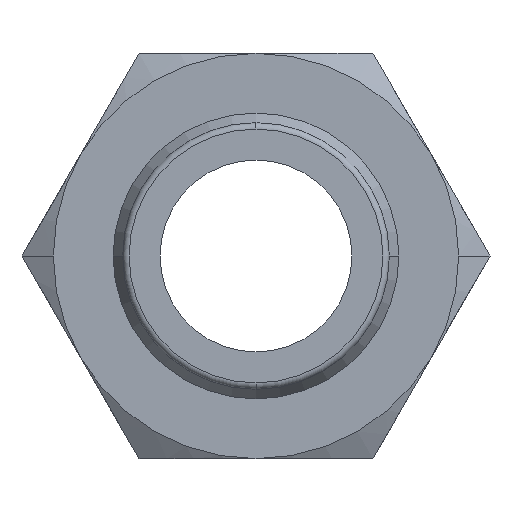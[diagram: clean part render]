
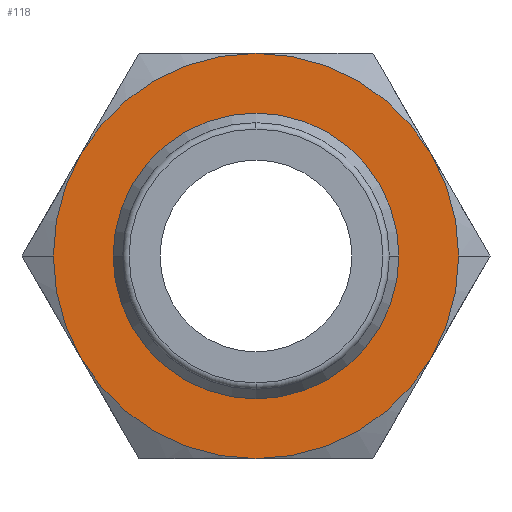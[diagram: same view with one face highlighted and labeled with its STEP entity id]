
A CAD part, front view. The second image highlights one B-rep face of the part: STEP entity #118.
In plain terms, the highlighted planar face has unit normal (0, -1, 0).
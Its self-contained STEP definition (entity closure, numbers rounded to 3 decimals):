
#118=ADVANCED_FACE('',(#247,#248),#249,.T.);
#247=FACE_OUTER_BOUND('',#384,.T.);
#248=FACE_BOUND('',#385,.T.);
#249=PLANE('',#386);
#384=EDGE_LOOP('',(#652,#653,#654,#655,#656,#657,#658,#659));
#385=EDGE_LOOP('',(#660,#661));
#386=AXIS2_PLACEMENT_3D('',#662,#663,#664);
#652=ORIENTED_EDGE('',*,*,#833,.T.);
#653=ORIENTED_EDGE('',*,*,#888,.T.);
#654=ORIENTED_EDGE('',*,*,#875,.T.);
#655=ORIENTED_EDGE('',*,*,#889,.T.);
#656=ORIENTED_EDGE('',*,*,#810,.T.);
#657=ORIENTED_EDGE('',*,*,#890,.T.);
#658=ORIENTED_EDGE('',*,*,#786,.T.);
#659=ORIENTED_EDGE('',*,*,#797,.T.);
#660=ORIENTED_EDGE('',*,*,#891,.F.);
#661=ORIENTED_EDGE('',*,*,#860,.F.);
#662=CARTESIAN_POINT('',(-4.75,14.0,0.0));
#663=DIRECTION('',(0.,-1.0,0.0));
#664=DIRECTION('',(-1.0,0.,0.0));
#786=EDGE_CURVE('',#921,#919,#922,.T.);
#797=EDGE_CURVE('',#919,#938,#940,.T.);
#810=EDGE_CURVE('',#963,#960,#964,.T.);
#833=EDGE_CURVE('',#938,#998,#1000,.T.);
#860=EDGE_CURVE('',#1033,#1035,#1036,.T.);
#875=EDGE_CURVE('',#1010,#925,#1057,.T.);
#888=EDGE_CURVE('',#998,#1010,#1072,.T.);
#889=EDGE_CURVE('',#925,#963,#1073,.T.);
#890=EDGE_CURVE('',#960,#921,#1074,.T.);
#891=EDGE_CURVE('',#1035,#1033,#1075,.T.);
#919=VERTEX_POINT('',#1105);
#921=VERTEX_POINT('',#1118);
#922=CIRCLE('',#1119,9.5);
#925=VERTEX_POINT('',#1133);
#938=VERTEX_POINT('',#1182);
#940=CIRCLE('',#1195,9.5);
#960=VERTEX_POINT('',#1219);
#963=VERTEX_POINT('',#1223);
#964=CIRCLE('',#1224,9.5);
#998=VERTEX_POINT('',#1287);
#1000=CIRCLE('',#1290,9.5);
#1010=VERTEX_POINT('',#1325);
#1033=VERTEX_POINT('',#1373);
#1035=VERTEX_POINT('',#1376);
#1036=CIRCLE('',#1377,6.7);
#1057=CIRCLE('',#1403,9.5);
#1072=CIRCLE('',#1422,9.5);
#1073=CIRCLE('',#1423,9.5);
#1074=CIRCLE('',#1424,9.5);
#1075=CIRCLE('',#1425,6.7);
#1105=CARTESIAN_POINT('',(0.,14.0,9.5));
#1118=CARTESIAN_POINT('',(8.227,14.0,4.75));
#1119=AXIS2_PLACEMENT_3D('',#1457,#1458,#1459);
#1133=CARTESIAN_POINT('',(0.,14.0,-9.5));
#1182=CARTESIAN_POINT('',(-8.227,14.0,4.75));
#1195=AXIS2_PLACEMENT_3D('',#1463,#1464,#1465);
#1219=CARTESIAN_POINT('',(9.5,14.0,0.));
#1223=CARTESIAN_POINT('',(8.227,14.0,-4.75));
#1224=AXIS2_PLACEMENT_3D('',#1483,#1484,#1485);
#1287=CARTESIAN_POINT('',(-9.5,14.0,0.));
#1290=AXIS2_PLACEMENT_3D('',#1515,#1516,#1517);
#1325=CARTESIAN_POINT('',(-8.227,14.0,-4.75));
#1373=CARTESIAN_POINT('',(6.7,14.0,0.));
#1376=CARTESIAN_POINT('',(-6.7,14.0,0.));
#1377=AXIS2_PLACEMENT_3D('',#1546,#1547,#1548);
#1403=AXIS2_PLACEMENT_3D('',#1569,#1570,#1571);
#1422=AXIS2_PLACEMENT_3D('',#1588,#1589,#1590);
#1423=AXIS2_PLACEMENT_3D('',#1591,#1592,#1593);
#1424=AXIS2_PLACEMENT_3D('',#1594,#1595,#1596);
#1425=AXIS2_PLACEMENT_3D('',#1597,#1598,#1599);
#1457=CARTESIAN_POINT('',(0.,14.0,0.0));
#1458=DIRECTION('',(0.,-1.0,0.0));
#1459=DIRECTION('',(-1.0,0.,0.0));
#1463=CARTESIAN_POINT('',(0.,14.0,0.0));
#1464=DIRECTION('',(0.,-1.0,0.0));
#1465=DIRECTION('',(-1.0,0.,0.0));
#1483=CARTESIAN_POINT('',(0.,14.0,0.0));
#1484=DIRECTION('',(0.,-1.0,0.0));
#1485=DIRECTION('',(-1.0,0.,0.0));
#1515=CARTESIAN_POINT('',(0.,14.0,0.0));
#1516=DIRECTION('',(0.,-1.0,0.0));
#1517=DIRECTION('',(-1.0,0.,0.0));
#1546=CARTESIAN_POINT('',(0.0,14.0,0.0));
#1547=DIRECTION('',(0.,-1.0,0.0));
#1548=DIRECTION('',(1.0,0.,0.0));
#1569=CARTESIAN_POINT('',(0.,14.0,0.0));
#1570=DIRECTION('',(0.,-1.0,0.0));
#1571=DIRECTION('',(-1.0,0.,0.0));
#1588=CARTESIAN_POINT('',(0.,14.0,0.0));
#1589=DIRECTION('',(0.,-1.0,0.0));
#1590=DIRECTION('',(-1.0,0.,0.0));
#1591=CARTESIAN_POINT('',(0.,14.0,0.0));
#1592=DIRECTION('',(0.,-1.0,0.0));
#1593=DIRECTION('',(-1.0,0.,0.0));
#1594=CARTESIAN_POINT('',(0.,14.0,0.0));
#1595=DIRECTION('',(0.,-1.0,0.0));
#1596=DIRECTION('',(-1.0,0.,0.0));
#1597=CARTESIAN_POINT('',(0.0,14.0,0.0));
#1598=DIRECTION('',(0.,-1.0,0.0));
#1599=DIRECTION('',(1.0,0.,0.0));
